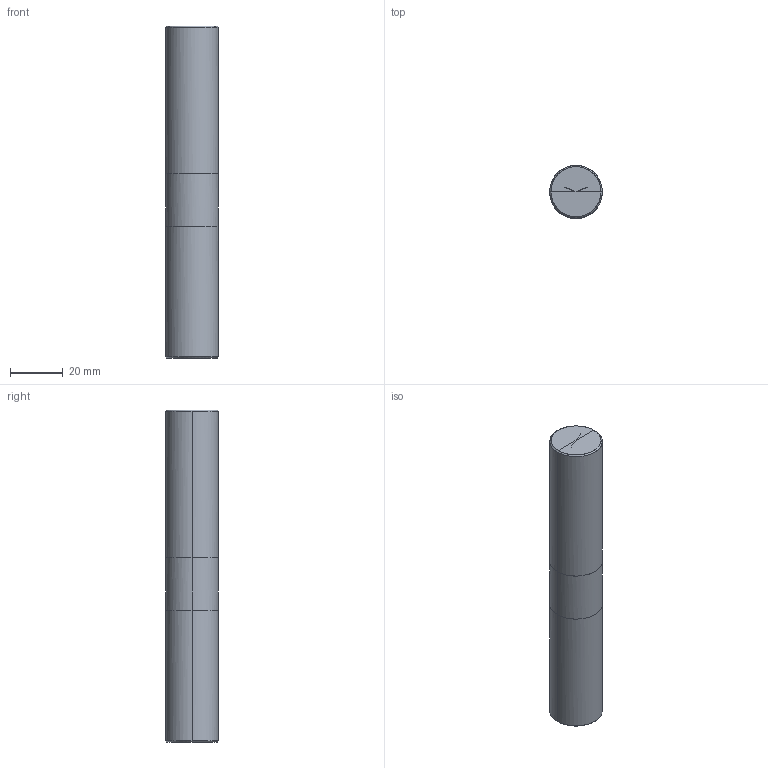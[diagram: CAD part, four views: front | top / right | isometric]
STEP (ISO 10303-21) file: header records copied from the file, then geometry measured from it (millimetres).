
FILE_DESCRIPTION(/* description */ (''),/* implementation_level */ '2;1');
FILE_NAME(/*name*/ 'VHTR 7 200 126 20 03',/*time_stamp*/'2016-7-8T7:22:53',/*author*/ ('ISBE GmbH'),/*organization*/ ('ISBE GmbH'),/*preprocessor_version*/ 'STEP IO v1.0',/*originating_system*/ '',/*authorisation*/ '');
FILE_SCHEMA (('AUTOMOTIVE_DESIGN'));
Length unit declared in the file: millimetre
Products named in the file (1): Document
Bounding box: 20 x 19.99 x 126 mm (x, y, z)
Surface area: 8523.6 mm2 (no closed solid volume)
Topology: 0 solids, 14 shells, 14 faces, 56 edges, 52 vertices
Faces by surface type: bspline 14
Entity records: 294 total; most frequent: CARTESIAN_POINT 54, VERTEX_POINT 52, EDGE_CURVE 52, ORIENTED_EDGE 52, EDGE_LOOP 14, FACE_OUTER_BOUND 14, ADVANCED_FACE 14, DIRECTION 8
